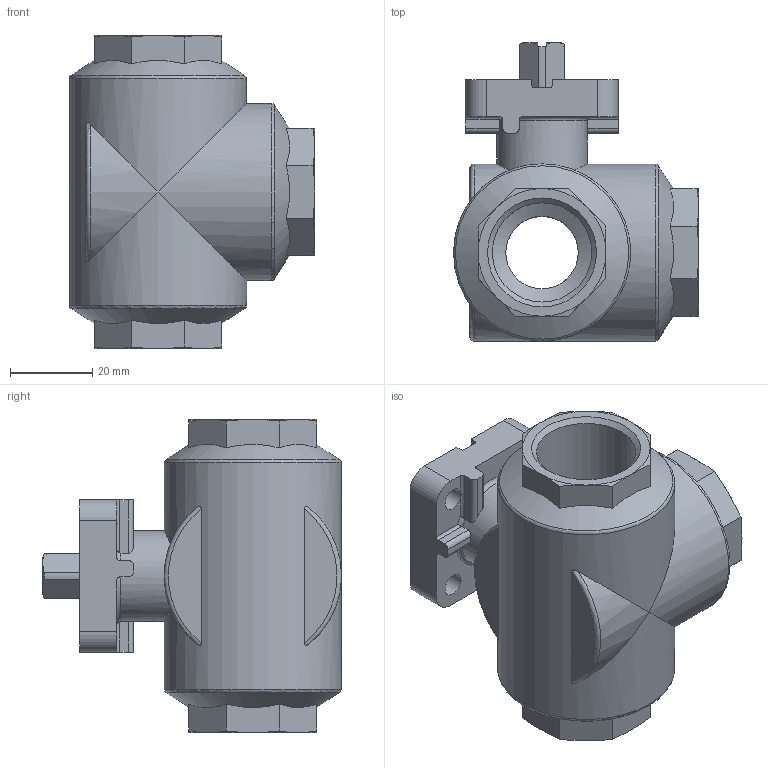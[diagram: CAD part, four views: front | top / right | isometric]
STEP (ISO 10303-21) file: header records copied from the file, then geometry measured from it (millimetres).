
FILE_DESCRIPTION(/* description */ ('STEP AP214'),/* implementation_level */ '2;1');
FILE_NAME(/* name */ '4451856_VZBM-3_4-RP-40-F-3T-F03-B2B3',/* time_stamp */ '2024-09-18T02:41:54+02:00',/* author */ ('License CC BY-ND 4.0'),/* organization */ ('CADENAS'),/* preprocessor_version */ 'ST-DEVELOPER v19.3',/* originating_system */ 'PARTsolutions',/* authorisation */ ' ');
FILE_SCHEMA (('AUTOMOTIVE_DESIGN {1 0 10303 214 3 1 1}'));
Length unit declared in the file: millimetre
Products named in the file (1): 4451856 VZBM-3/4-Rp-40-F-3T-F03-B2B3
Bounding box: 59.5 x 72.5 x 76 mm (x, y, z)
Volume: 100359.8 mm3; surface area: 26146.4 mm2
Topology: 1 solids, 1 shells, 192 faces, 516 edges, 328 vertices
Faces by surface type: plane 82, cone 56, cylinder 45, torus 9
Full cylindrical faces by diameter (mm): 3.242 x1, 5.5 x4, 17.6 x2, 20 x1, 22 x1, 24.117 x3, 25 x1, 43 x2
Entity records: 5944 total; most frequent: CARTESIAN_POINT 1492, ORIENTED_EDGE 936, DIRECTION 855, EDGE_CURVE 468, AXIS2_PLACEMENT_3D 339, VERTEX_POINT 313, FACE_BOUND 239, EDGE_LOOP 238
